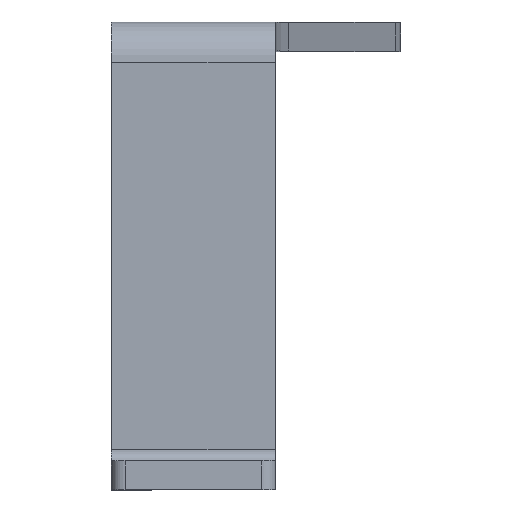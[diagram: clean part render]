
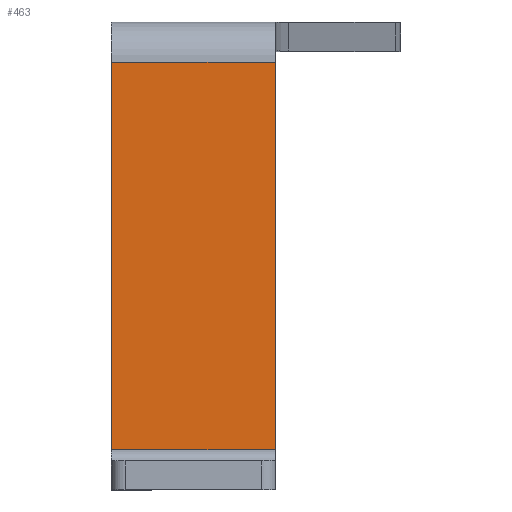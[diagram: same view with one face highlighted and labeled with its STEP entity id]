
A CAD part, top view. The second image highlights one B-rep face of the part: STEP entity #463.
In plain terms, the highlighted planar face has unit normal (0, 0, 1).
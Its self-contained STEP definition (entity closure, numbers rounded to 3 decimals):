
#35 = LINE ( 'NONE', #650, #215 ) ;
#89 = VERTEX_POINT ( 'NONE', #665 ) ;
#101 = DIRECTION ( 'NONE',  ( 0., 0., 1. ) ) ;
#114 = CARTESIAN_POINT ( 'NONE',  ( 7., 43.792, -10. ) ) ;
#116 = LINE ( 'NONE', #962, #248 ) ;
#144 = DIRECTION ( 'NONE',  ( -1., 0., 0. ) ) ;
#186 = CARTESIAN_POINT ( 'NONE',  ( -11., 45.062, -10. ) ) ;
#215 = VECTOR ( 'NONE', #886, 1000. ) ;
#216 = CARTESIAN_POINT ( 'NONE',  ( -11., 43.792, -10. ) ) ;
#222 = CARTESIAN_POINT ( 'NONE',  ( 7., 1.27, -10. ) ) ;
#225 = EDGE_CURVE ( 'NONE', #545, #272, #495, .T. ) ;
#248 = VECTOR ( 'NONE', #255, 1000. ) ;
#255 = DIRECTION ( 'NONE',  ( 0., -1., 0. ) ) ;
#272 = VERTEX_POINT ( 'NONE', #216 ) ;
#324 = PLANE ( 'NONE',  #561 ) ;
#353 = VERTEX_POINT ( 'NONE', #222 ) ;
#408 = DIRECTION ( 'NONE',  ( 0., -1., 0. ) ) ;
#463 = ADVANCED_FACE ( 'NONE', ( #558 ), #324, .T. ) ;
#490 = EDGE_CURVE ( 'NONE', #545, #353, #116, .T. ) ;
#495 = LINE ( 'NONE', #114, #510 ) ;
#498 = DIRECTION ( 'NONE',  ( 0., 1., 0. ) ) ;
#510 = VECTOR ( 'NONE', #144, 1000. ) ;
#545 = VERTEX_POINT ( 'NONE', #816 ) ;
#558 = FACE_OUTER_BOUND ( 'NONE', #842, .T. ) ;
#561 = AXIS2_PLACEMENT_3D ( 'NONE', #800, #101, #408 ) ;
#584 = ORIENTED_EDGE ( 'NONE', *, *, #225, .T. ) ;
#614 = ORIENTED_EDGE ( 'NONE', *, *, #636, .F. ) ;
#636 = EDGE_CURVE ( 'NONE', #353, #89, #35, .T. ) ;
#650 = CARTESIAN_POINT ( 'NONE',  ( 7., 1.27, -10. ) ) ;
#665 = CARTESIAN_POINT ( 'NONE',  ( -11., 1.27, -10. ) ) ;
#750 = LINE ( 'NONE', #186, #953 ) ;
#785 = ORIENTED_EDGE ( 'NONE', *, *, #490, .F. ) ;
#800 = CARTESIAN_POINT ( 'NONE',  ( 0., 0., -10. ) ) ;
#816 = CARTESIAN_POINT ( 'NONE',  ( 7., 43.792, -10. ) ) ;
#842 = EDGE_LOOP ( 'NONE', ( #785, #584, #966, #614 ) ) ;
#886 = DIRECTION ( 'NONE',  ( -1., 0., 0. ) ) ;
#921 = EDGE_CURVE ( 'NONE', #89, #272, #750, .T. ) ;
#953 = VECTOR ( 'NONE', #498, 1000. ) ;
#962 = CARTESIAN_POINT ( 'NONE',  ( 7., 0., -10. ) ) ;
#966 = ORIENTED_EDGE ( 'NONE', *, *, #921, .F. ) ;
